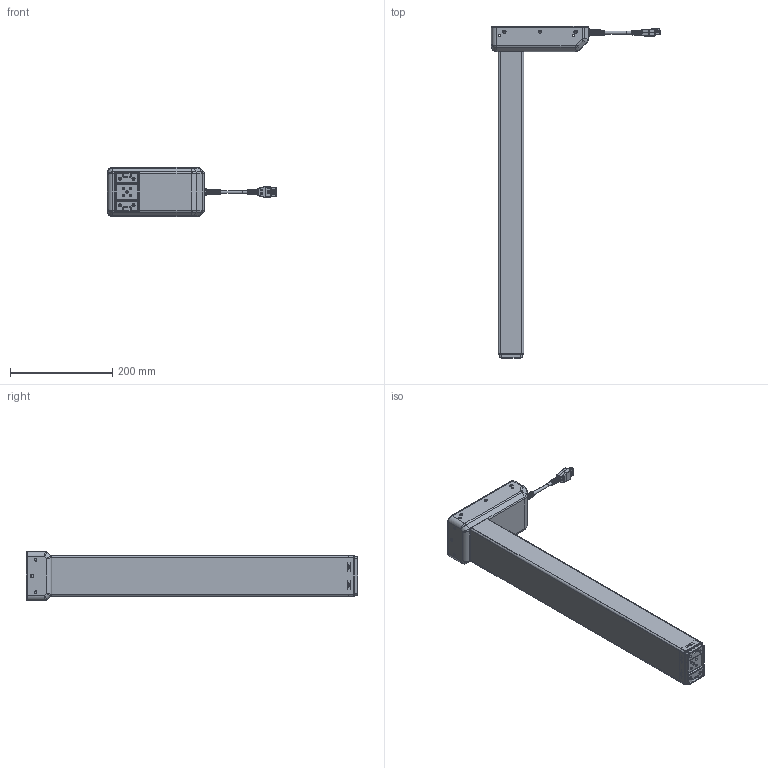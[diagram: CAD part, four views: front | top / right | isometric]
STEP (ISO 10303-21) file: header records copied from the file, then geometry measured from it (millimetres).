
FILE_DESCRIPTION(/* description */ (''),/* implementation_level */ '2;1');
FILE_NAME(/* name */ 'DD452.2.stp',/* time_stamp */ '2021-03-05T12:16:14+01:00',/* author */ (''),/* organization */ (''),/* preprocessor_version */ 'ST-DEVELOPER v16.7',/* originating_system */ 'SIEMENS PLM Software NX 12.0',/* authorisation */ '');
FILE_SCHEMA (('AUTOMOTIVE_DESIGN { 1 0 10303 214 3 1 1 1 }'));
Products named in the file (3): DD452.2P01; DD452.2P02; DD452.2
Assembly tree (2 placements, depth 2):
  DD452.2
    DD452.2P02
    DD452.2P01
Bounding box: 331.1 x 650 x 96 mm (x, y, z)
Volume: 633197.8 mm3; surface area: 753483 mm2
Topology: 8 solids, 13 shells, 2731 faces, 7139 edges, 4576 vertices
Faces by surface type: plane 1848, cylinder 469, bspline 183, cone 180, torus 49, extrusion 2
Full cylindrical faces by diameter (mm): 4.2 x2, 4.8 x6, 5 x9, 5.6 x3, 5.8 x3, 6 x8, 6.2 x8, 26 x1, 30 x1, 34 x1
Entity records: 92233 total; most frequent: CARTESIAN_POINT 25690, ORIENTED_EDGE 14040, DIRECTION 13149, EDGE_CURVE 7020, VECTOR 5085, LINE 5083, VERTEX_POINT 4533, AXIS2_PLACEMENT_3D 4032
